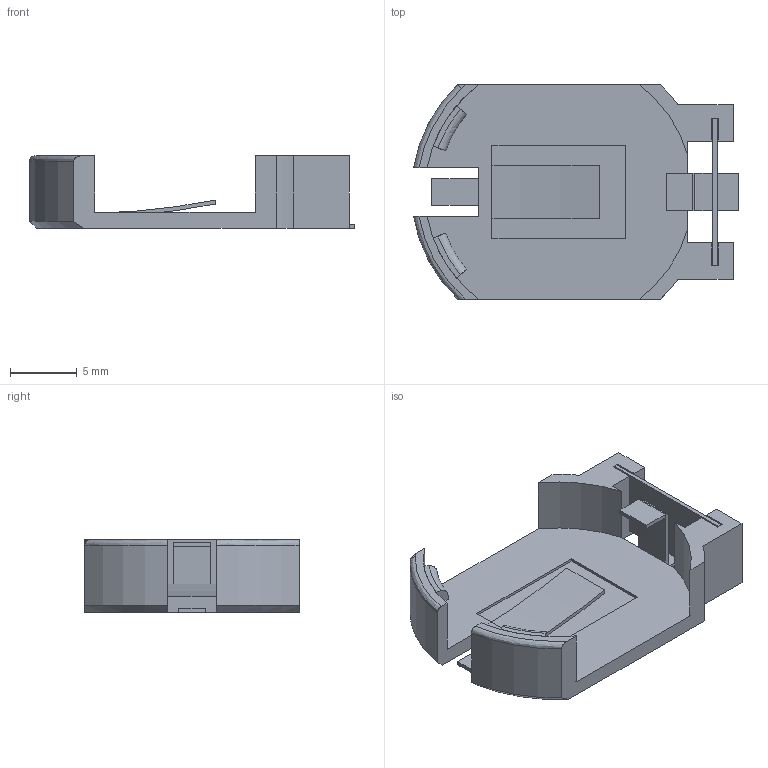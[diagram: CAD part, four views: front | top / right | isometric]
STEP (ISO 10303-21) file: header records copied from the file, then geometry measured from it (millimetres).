
FILE_DESCRIPTION (( 'STEP AP214' ), '1' );
FILE_NAME ('User Library-bat_holder_ch7410_2032.STEP', '2020-10-09T15:12:11', ( 'Elessar' ), ( '' ), 'SwSTEP 2.0', 'SolidWorks 2018', '' );
FILE_SCHEMA (( 'AUTOMOTIVE_DESIGN' ));
Length unit declared in the file: millimetre
Products named in the file (10): User Library-bat_holder_ch7410_2032_Revolve002; User Library-bat_holder_ch7410_2032_kont1; User Library-bat_holder_ch7410_2032_Cut007; User Library-bat_holder_ch7410_2032_Cube007; User Library-bat_holder_ch7410_2032; User Library-bat_holder_ch7410_2032_Cube005; User Library-bat_holder_ch7410_2032_Fillet001; User Library-bat_holder_ch7410_2032_kont4; User Library-bat_holder_ch7410_2032_Fillet003; User Library-bat_holder_ch7410_2032_Fillet002
Assembly tree (9 placements, depth 2):
  User Library-bat_holder_ch7410_2032
    User Library-bat_holder_ch7410_2032_Fillet001
    User Library-bat_holder_ch7410_2032_Fillet002
    User Library-bat_holder_ch7410_2032_kont1
    User Library-bat_holder_ch7410_2032_Revolve002
    User Library-bat_holder_ch7410_2032_kont4
    User Library-bat_holder_ch7410_2032_Cut007
    User Library-bat_holder_ch7410_2032_Cube005
    User Library-bat_holder_ch7410_2032_Cube007
    User Library-bat_holder_ch7410_2032_Fillet003
Bounding box: 24.25 x 16 x 5.4 mm (x, y, z)
Volume: 571.8 mm3; surface area: 1397.9 mm2
Topology: 9 solids, 9 shells, 95 faces, 227 edges, 151 vertices
Faces by surface type: plane 73, cylinder 15, bspline 5, cone 2
Entity records: 3898 total; most frequent: CARTESIAN_POINT 726, ORIENTED_EDGE 454, DIRECTION 451, EDGE_CURVE 227, VECTOR 177, LINE 177, VERTEX_POINT 151, AXIS2_PLACEMENT_3D 137
